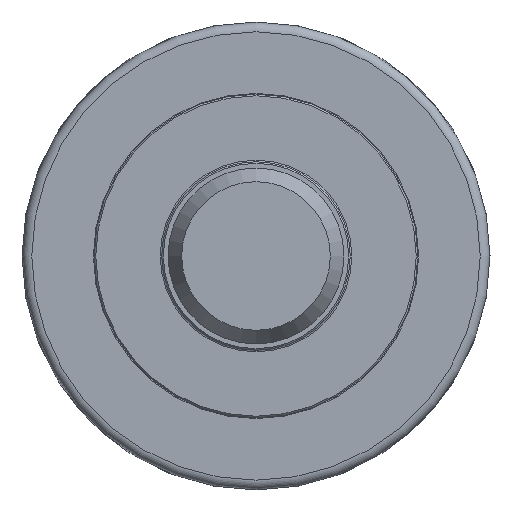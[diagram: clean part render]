
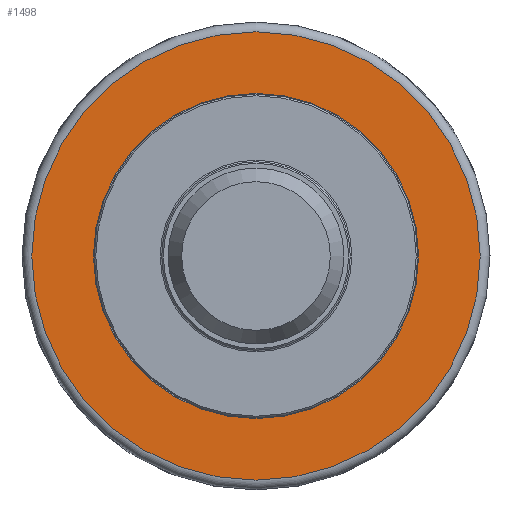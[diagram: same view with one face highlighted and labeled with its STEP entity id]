
A CAD part, left-side view. The second image highlights one B-rep face of the part: STEP entity #1498.
In plain terms, the highlighted planar face has unit normal (-1, 0, 0).
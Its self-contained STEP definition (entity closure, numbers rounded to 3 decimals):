
#60=FACE_BOUND('',#335,.T.);
#247=FACE_OUTER_BOUND('',#334,.T.);
#334=EDGE_LOOP('',(#988,#989));
#335=EDGE_LOOP('',(#990,#991));
#447=CIRCLE('',#1636,71.373);
#448=CIRCLE('',#1637,71.373);
#449=CIRCLE('',#1638,51.75);
#450=CIRCLE('',#1639,51.75);
#587=VERTEX_POINT('',#2483);
#588=VERTEX_POINT('',#2484);
#589=VERTEX_POINT('',#2487);
#590=VERTEX_POINT('',#2488);
#741=EDGE_CURVE('',#587,#588,#447,.T.);
#742=EDGE_CURVE('',#588,#587,#448,.T.);
#743=EDGE_CURVE('',#589,#590,#449,.T.);
#744=EDGE_CURVE('',#590,#589,#450,.T.);
#988=ORIENTED_EDGE('',*,*,#741,.F.);
#989=ORIENTED_EDGE('',*,*,#742,.F.);
#990=ORIENTED_EDGE('',*,*,#743,.T.);
#991=ORIENTED_EDGE('',*,*,#744,.T.);
#1362=PLANE('',#1635);
#1498=ADVANCED_FACE('',(#247,#60),#1362,.T.);
#1635=AXIS2_PLACEMENT_3D('',#2482,#1913,#1914);
#1636=AXIS2_PLACEMENT_3D('',#2485,#1915,#1916);
#1637=AXIS2_PLACEMENT_3D('',#2486,#1917,#1918);
#1638=AXIS2_PLACEMENT_3D('',#2489,#1919,#1920);
#1639=AXIS2_PLACEMENT_3D('',#2490,#1921,#1922);
#1913=DIRECTION('center_axis',(-1.,0.,0.));
#1914=DIRECTION('ref_axis',(0.,0.,
1.));
#1915=DIRECTION('center_axis',(1.,0.,0.));
#1916=DIRECTION('ref_axis',(0.,-1.,0.));
#1917=DIRECTION('center_axis',(1.,0.,0.));
#1918=DIRECTION('ref_axis',(0.,-1.,0.));
#1919=DIRECTION('center_axis',(1.,0.,0.));
#1920=DIRECTION('ref_axis',(0.,-1.,0.));
#1921=DIRECTION('center_axis',(1.,0.,0.));
#1922=DIRECTION('ref_axis',(0.,-1.,0.));
#2482=CARTESIAN_POINT('Origin',(28.8,65.416,0.));
#2483=CARTESIAN_POINT('',(28.8,71.373,0.));
#2484=CARTESIAN_POINT('',(28.8,0.,71.373));
#2485=CARTESIAN_POINT('Origin',(28.8,0.,0.));
#2486=CARTESIAN_POINT('Origin',(28.8,0.,0.));
#2487=CARTESIAN_POINT('',(28.8,-51.75,0.));
#2488=CARTESIAN_POINT('',(28.8,51.75,0.));
#2489=CARTESIAN_POINT('Origin',(28.8,0.,0.));
#2490=CARTESIAN_POINT('Origin',(28.8,0.,0.));
